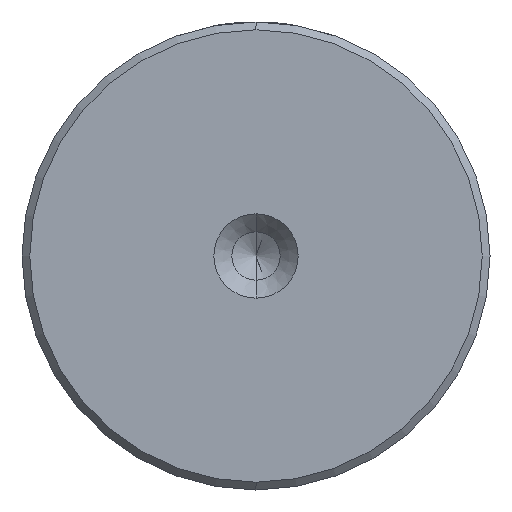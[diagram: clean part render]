
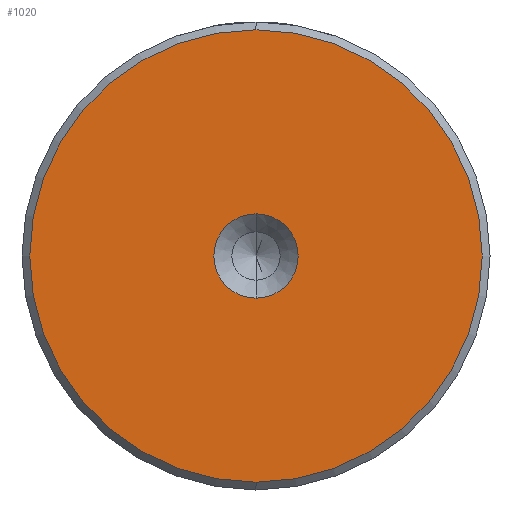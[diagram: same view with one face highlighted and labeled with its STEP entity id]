
A CAD part, left-side view. The second image highlights one B-rep face of the part: STEP entity #1020.
In plain terms, the highlighted planar face has unit normal (-1, 0, 0).
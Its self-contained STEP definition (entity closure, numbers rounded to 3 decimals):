
#54 = DIRECTION ( 'NONE',  ( -1., 0., 0. ) ) ;
#112 = DIRECTION ( 'NONE',  ( 0., 0., 1. ) ) ;
#113 = CARTESIAN_POINT ( 'NONE',  ( 0., 0., 0. ) ) ;
#124 = CARTESIAN_POINT ( 'NONE',  ( 0., 0., -2.7 ) ) ;
#227 = FACE_OUTER_BOUND ( 'NONE', #1465, .T. ) ;
#259 = CIRCLE ( 'NONE', #2279, 2.7 ) ;
#276 = PLANE ( 'NONE',  #1214 ) ;
#333 = DIRECTION ( 'NONE',  ( -1., 0., 0. ) ) ;
#360 = DIRECTION ( 'NONE',  ( -1., 0., 0. ) ) ;
#363 = CIRCLE ( 'NONE', #1600, 2.7 ) ;
#382 = EDGE_CURVE ( 'NONE', #1200, #1146, #363, .T. ) ;
#471 = CARTESIAN_POINT ( 'NONE',  ( 0., 0., 0. ) ) ;
#693 = FACE_BOUND ( 'NONE', #1724, .T. ) ;
#699 = VERTEX_POINT ( 'NONE', #2056 ) ;
#786 = EDGE_CURVE ( 'NONE', #1146, #1200, #259, .T. ) ;
#843 = AXIS2_PLACEMENT_3D ( 'NONE', #471, #1787, #112 ) ;
#983 = VERTEX_POINT ( 'NONE', #1766 ) ;
#1016 = EDGE_CURVE ( 'NONE', #699, #983, #1189, .T. ) ;
#1020 = ADVANCED_FACE ( 'NONE', ( #227, #693 ), #276, .T. ) ;
#1045 = CARTESIAN_POINT ( 'NONE',  ( 0., 0., 0. ) ) ;
#1058 = DIRECTION ( 'NONE',  ( -1., 0., 0. ) ) ;
#1123 = EDGE_CURVE ( 'NONE', #983, #699, #1561, .T. ) ;
#1146 = VERTEX_POINT ( 'NONE', #1609 ) ;
#1189 = CIRCLE ( 'NONE', #843, 14.5 ) ;
#1200 = VERTEX_POINT ( 'NONE', #124 ) ;
#1214 = AXIS2_PLACEMENT_3D ( 'NONE', #1045, #54, #1389 ) ;
#1235 = CARTESIAN_POINT ( 'NONE',  ( 0., 0., 0. ) ) ;
#1389 = DIRECTION ( 'NONE',  ( 0., 0., 1. ) ) ;
#1465 = EDGE_LOOP ( 'NONE', ( #2045, #1538 ) ) ;
#1538 = ORIENTED_EDGE ( 'NONE', *, *, #1016, .T. ) ;
#1561 = CIRCLE ( 'NONE', #1703, 14.5 ) ;
#1600 = AXIS2_PLACEMENT_3D ( 'NONE', #113, #333, #2398 ) ;
#1609 = CARTESIAN_POINT ( 'NONE',  ( 0., 0., 2.7 ) ) ;
#1684 = DIRECTION ( 'NONE',  ( 0., 0., 1. ) ) ;
#1703 = AXIS2_PLACEMENT_3D ( 'NONE', #2171, #1058, #2360 ) ;
#1724 = EDGE_LOOP ( 'NONE', ( #2392, #1871 ) ) ;
#1766 = CARTESIAN_POINT ( 'NONE',  ( 0., 0., -14.5 ) ) ;
#1787 = DIRECTION ( 'NONE',  ( -1., 0., 0. ) ) ;
#1871 = ORIENTED_EDGE ( 'NONE', *, *, #382, .F. ) ;
#2045 = ORIENTED_EDGE ( 'NONE', *, *, #1123, .T. ) ;
#2056 = CARTESIAN_POINT ( 'NONE',  ( 0., 0., 14.5 ) ) ;
#2171 = CARTESIAN_POINT ( 'NONE',  ( 0., 0., 0. ) ) ;
#2279 = AXIS2_PLACEMENT_3D ( 'NONE', #1235, #360, #1684 ) ;
#2360 = DIRECTION ( 'NONE',  ( 0., 0., 1. ) ) ;
#2392 = ORIENTED_EDGE ( 'NONE', *, *, #786, .F. ) ;
#2398 = DIRECTION ( 'NONE',  ( 0., 0., 1. ) ) ;
